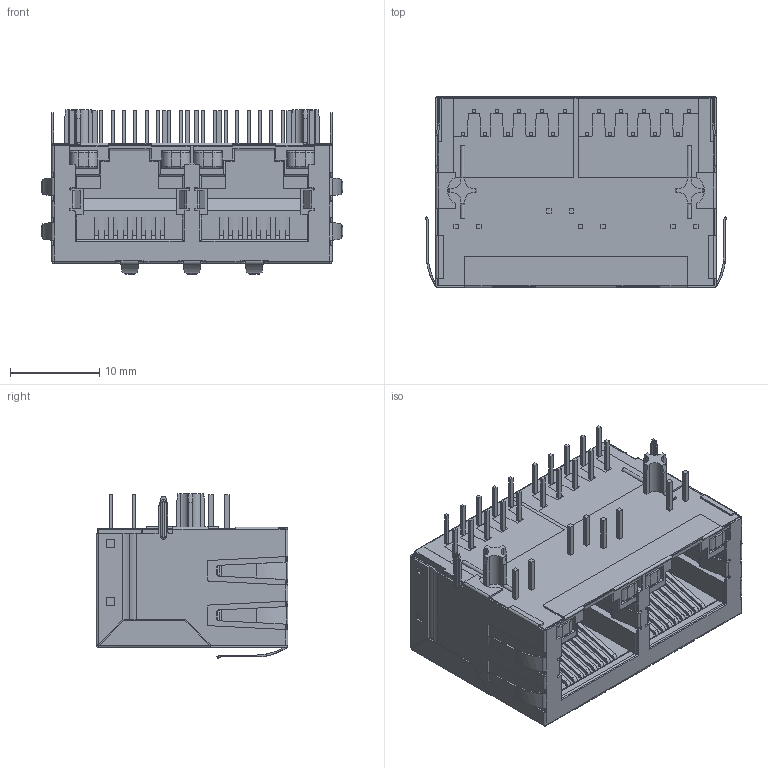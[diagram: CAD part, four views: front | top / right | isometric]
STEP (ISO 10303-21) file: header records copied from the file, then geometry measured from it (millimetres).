
FILE_DESCRIPTION( ( 'Unknown' ), '1' );
FILE_NAME( '7499121211.stp', 'Unknown', ( 'Unknown' ), ( 'Unknown' ), 'PSStep 19.0.9', 'Unknown', ' ' );
FILE_SCHEMA( ( 'AUTOMOTIVE_DESIGN { 1 0 10303 214 1 1 1 1 }' ) );
Length unit declared in the file: millimetre
Products named in the file (4): Assem1; Shielding; Insulator; Insulator_2
Assembly tree (4 placements, depth 2):
  Assem1
    Shielding
    Insulator
    Insulator_2  x2
Bounding box: 33.85 x 21.5 x 18.47 mm (x, y, z)
Volume: 6841.2 mm3; surface area: 11609.2 mm2
Topology: 4 solids, 4 shells, 1294 faces, 3447 edges, 2180 vertices
Faces by surface type: plane 800, cylinder 356, bspline 84, torus 20, extrusion 14, sphere 12, cone 8
Entity records: 47336 total; most frequent: CARTESIAN_POINT 9787, ORIENTED_EDGE 6174, DIRECTION 5403, EDGE_CURVE 3087, VECTOR 2113, LINE 2099, VERTEX_POINT 1948, AXIS2_PLACEMENT_3D 1645
